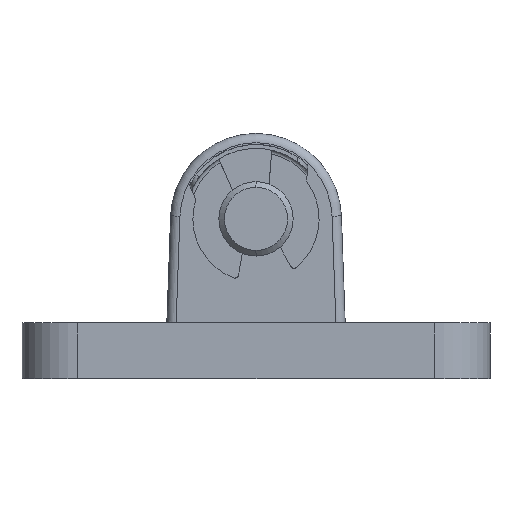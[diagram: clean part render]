
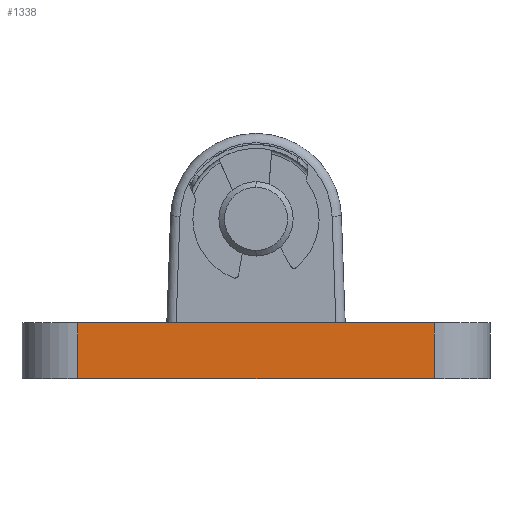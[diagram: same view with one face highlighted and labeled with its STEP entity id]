
A CAD part, left-side view. The second image highlights one B-rep face of the part: STEP entity #1338.
In plain terms, the highlighted planar face has unit normal (-1, 0, 0).
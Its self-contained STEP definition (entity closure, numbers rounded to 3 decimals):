
#454 = ORIENTED_EDGE ( 'NONE', *, *, #2083, .T. ) ;
#455 = ORIENTED_EDGE ( 'NONE', *, *, #2763, .F. ) ;
#456 = ORIENTED_EDGE ( 'NONE', *, *, #2131, .T. ) ;
#457 = ORIENTED_EDGE ( 'NONE', *, *, #2081, .T. ) ;
#640 = CARTESIAN_POINT ( 'NONE',  ( 0., 1., 15. ) ) ;
#744 = VERTEX_POINT ( 'NONE', #640 ) ;
#902 = CARTESIAN_POINT ( 'NONE',  ( 0., 97., 0. ) ) ;
#910 = CARTESIAN_POINT ( 'NONE',  ( 0., 1., 0. ) ) ;
#913 = CARTESIAN_POINT ( 'NONE',  ( 0., 97., 15. ) ) ;
#915 = VERTEX_POINT ( 'NONE', #913 ) ;
#933 = VERTEX_POINT ( 'NONE', #910 ) ;
#940 = VERTEX_POINT ( 'NONE', #902 ) ;
#1172 = EDGE_LOOP ( 'NONE', ( #457, #456, #455, #454 ) ) ;
#1338 = ADVANCED_FACE ( 'NONE', ( #3609 ), #3401, .F. ) ;
#1390 = AXIS2_PLACEMENT_3D ( 'NONE', #3396, #3418, #3405 ) ;
#2081 = EDGE_CURVE ( 'NONE', #940, #933, #3093, .T. ) ;
#2083 = EDGE_CURVE ( 'NONE', #915, #940, #3083, .T. ) ;
#2131 = EDGE_CURVE ( 'NONE', #933, #744, #3107, .T. ) ;
#2511 = CARTESIAN_POINT ( 'NONE',  ( 0., 97., 15. ) ) ;
#2513 = CARTESIAN_POINT ( 'NONE',  ( 0., -14., 0. ) ) ;
#2514 = DIRECTION ( 'NONE',  ( 0., -1., 0. ) ) ;
#2516 = DIRECTION ( 'NONE',  ( 0., 0., -1. ) ) ;
#2532 = CARTESIAN_POINT ( 'NONE',  ( 0., 1., 15. ) ) ;
#2533 = DIRECTION ( 'NONE',  ( 0., 0., 1. ) ) ;
#2763 = EDGE_CURVE ( 'NONE', #915, #744, #3262, .T. ) ;
#2886 = CARTESIAN_POINT ( 'NONE',  ( 0., -14., 15. ) ) ;
#2887 = DIRECTION ( 'NONE',  ( 0., -1., 0. ) ) ;
#3083 = LINE ( 'NONE', #2511, #3095 ) ;
#3093 = LINE ( 'NONE', #2513, #3094 ) ;
#3094 = VECTOR ( 'NONE', #2514, 1000. ) ;
#3095 = VECTOR ( 'NONE', #2516, 1000. ) ;
#3107 = LINE ( 'NONE', #2532, #3108 ) ;
#3108 = VECTOR ( 'NONE', #2533, 1000. ) ;
#3260 = VECTOR ( 'NONE', #2887, 1000. ) ;
#3262 = LINE ( 'NONE', #2886, #3260 ) ;
#3396 = CARTESIAN_POINT ( 'NONE',  ( 0., -14., 15. ) ) ;
#3401 = PLANE ( 'NONE',  #1390 ) ;
#3405 = DIRECTION ( 'NONE',  ( 0., 0., -1. ) ) ;
#3418 = DIRECTION ( 'NONE',  ( 1., 0., 0. ) ) ;
#3609 = FACE_OUTER_BOUND ( 'NONE', #1172, .T. ) ;
